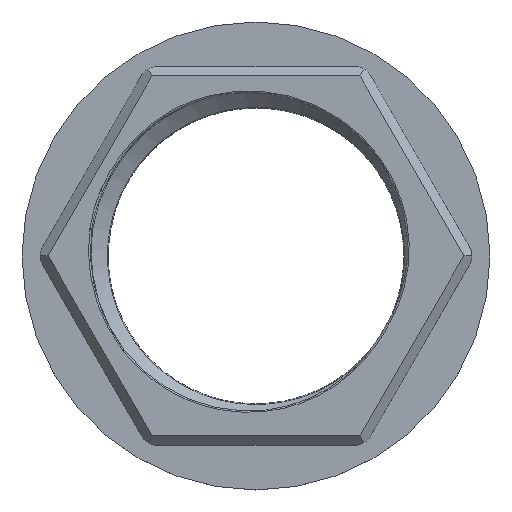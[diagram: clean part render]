
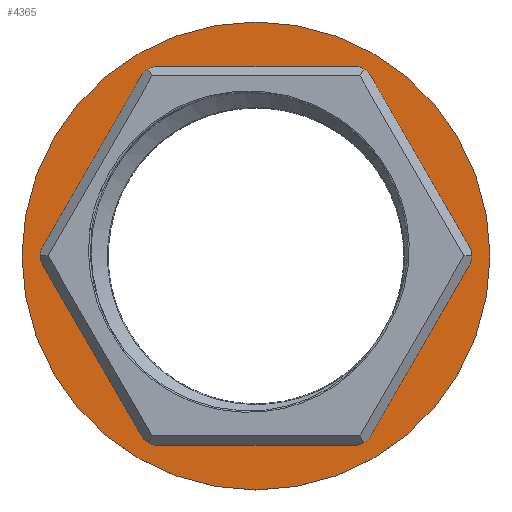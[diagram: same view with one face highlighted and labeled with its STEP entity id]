
A CAD part, top view. The second image highlights one B-rep face of the part: STEP entity #4365.
In plain terms, the highlighted planar face has unit normal (0, 0, 1).
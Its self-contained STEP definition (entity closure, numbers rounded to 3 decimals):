
#33 = VERTEX_POINT ( 'NONE', #308 ) ;
#141 = EDGE_CURVE ( 'NONE', #33, #4000, #3310, .T. ) ;
#166 = ORIENTED_EDGE ( 'NONE', *, *, #2693, .F. ) ;
#308 = CARTESIAN_POINT ( 'NONE',  ( 28.824, 1.27, -8.922 ) ) ;
#350 = ORIENTED_EDGE ( 'NONE', *, *, #4567, .F. ) ;
#360 = ORIENTED_EDGE ( 'NONE', *, *, #2055, .F. ) ;
#366 = VERTEX_POINT ( 'NONE', #2176 ) ;
#379 = DIRECTION ( 'NONE',  ( 1., 0., 0. ) ) ;
#402 = DIRECTION ( 'NONE',  ( 0., 0., 1. ) ) ;
#422 = CIRCLE ( 'NONE', #4478, 2.54 ) ;
#448 = CARTESIAN_POINT ( 'NONE',  ( 13.312, 23.057, -8.922 ) ) ;
#477 = CARTESIAN_POINT ( 'NONE',  ( -13.312, -23.057, -8.922 ) ) ;
#479 = CIRCLE ( 'NONE', #3324, 2.54 ) ;
#527 = DIRECTION ( 'NONE',  ( 0., 0., -1. ) ) ;
#560 = DIRECTION ( 'NONE',  ( 0., 0., 1. ) ) ;
#640 = AXIS2_PLACEMENT_3D ( 'NONE', #2224, #3810, #1392 ) ;
#672 = AXIS2_PLACEMENT_3D ( 'NONE', #448, #4108, #3258 ) ;
#674 = VERTEX_POINT ( 'NONE', #1585 ) ;
#753 = EDGE_CURVE ( 'NONE', #1545, #4398, #5030, .T. ) ;
#886 = DIRECTION ( 'NONE',  ( 1., 0., 0. ) ) ;
#891 = CARTESIAN_POINT ( 'NONE',  ( 28.824, -1.27, -8.922 ) ) ;
#1007 = CARTESIAN_POINT ( 'NONE',  ( 29.557, 0., -8.922 ) ) ;
#1087 = CARTESIAN_POINT ( 'NONE',  ( 14.779, -25.597, -8.922 ) ) ;
#1101 = DIRECTION ( 'NONE',  ( 0., 0., -1. ) ) ;
#1127 = CARTESIAN_POINT ( 'NONE',  ( 31.636, 0., -8.922 ) ) ;
#1161 = VECTOR ( 'NONE', #3831, 1000. ) ;
#1176 = EDGE_CURVE ( 'NONE', #2120, #366, #4063, .T. ) ;
#1182 = ORIENTED_EDGE ( 'NONE', *, *, #1245, .T. ) ;
#1186 = LINE ( 'NONE', #4410, #1439 ) ;
#1245 = EDGE_CURVE ( 'NONE', #3391, #1666, #422, .T. ) ;
#1284 = CIRCLE ( 'NONE', #672, 2.54 ) ;
#1290 = DIRECTION ( 'NONE',  ( 1., 0., 0. ) ) ;
#1294 = AXIS2_PLACEMENT_3D ( 'NONE', #1820, #560, #1802 ) ;
#1392 = DIRECTION ( 'NONE',  ( 1., 0., 0. ) ) ;
#1439 = VECTOR ( 'NONE', #1993, 1000. ) ;
#1494 = VERTEX_POINT ( 'NONE', #3158 ) ;
#1544 = VERTEX_POINT ( 'NONE', #3234 ) ;
#1545 = VERTEX_POINT ( 'NONE', #4915 ) ;
#1585 = CARTESIAN_POINT ( 'NONE',  ( -28.824, -1.27, -8.922 ) ) ;
#1594 = ORIENTED_EDGE ( 'NONE', *, *, #4701, .T. ) ;
#1666 = VERTEX_POINT ( 'NONE', #1742 ) ;
#1719 = DIRECTION ( 'NONE',  ( 1., 0., 0. ) ) ;
#1742 = CARTESIAN_POINT ( 'NONE',  ( -28.824, 1.27, -8.922 ) ) ;
#1764 = AXIS2_PLACEMENT_3D ( 'NONE', #2715, #3965, #379 ) ;
#1802 = DIRECTION ( 'NONE',  ( 1., 0., 0. ) ) ;
#1820 = CARTESIAN_POINT ( 'NONE',  ( 0., 0., -8.922 ) ) ;
#1982 = EDGE_CURVE ( 'NONE', #4385, #3386, #2681, .T. ) ;
#1985 = DIRECTION ( 'NONE',  ( 0., 0., -1. ) ) ;
#1993 = DIRECTION ( 'NONE',  ( -1., 0., 0. ) ) ;
#2039 = AXIS2_PLACEMENT_3D ( 'NONE', #3892, #4300, #5138 ) ;
#2054 = ORIENTED_EDGE ( 'NONE', *, *, #4916, .F. ) ;
#2055 = EDGE_CURVE ( 'NONE', #2618, #3386, #2734, .T. ) ;
#2061 = ORIENTED_EDGE ( 'NONE', *, *, #3061, .T. ) ;
#2109 = VECTOR ( 'NONE', #5192, 1000. ) ;
#2120 = VERTEX_POINT ( 'NONE', #1127 ) ;
#2126 = LINE ( 'NONE', #3871, #4018 ) ;
#2171 = CARTESIAN_POINT ( 'NONE',  ( -13.312, 25.597, -8.922 ) ) ;
#2176 = CARTESIAN_POINT ( 'NONE',  ( -31.636, 0., -8.922 ) ) ;
#2194 = CARTESIAN_POINT ( 'NONE',  ( 15.512, -24.327, -8.922 ) ) ;
#2224 = CARTESIAN_POINT ( 'NONE',  ( 26.624, 0., -8.922 ) ) ;
#2246 = CIRCLE ( 'NONE', #2294, 31.636 ) ;
#2294 = AXIS2_PLACEMENT_3D ( 'NONE', #3737, #402, #1719 ) ;
#2315 = CARTESIAN_POINT ( 'NONE',  ( -14.779, -25.597, -8.922 ) ) ;
#2410 = AXIS2_PLACEMENT_3D ( 'NONE', #4877, #4929, #886 ) ;
#2468 = CARTESIAN_POINT ( 'NONE',  ( 15.512, 24.327, -8.922 ) ) ;
#2618 = VERTEX_POINT ( 'NONE', #3082 ) ;
#2681 = CIRCLE ( 'NONE', #1764, 2.54 ) ;
#2684 = ORIENTED_EDGE ( 'NONE', *, *, #3974, .T. ) ;
#2693 = EDGE_CURVE ( 'NONE', #33, #3115, #3442, .T. ) ;
#2710 = DIRECTION ( 'NONE',  ( 0.5, 0.866, 0. ) ) ;
#2715 = CARTESIAN_POINT ( 'NONE',  ( 13.312, -23.057, -8.922 ) ) ;
#2734 = LINE ( 'NONE', #2315, #2109 ) ;
#2920 = DIRECTION ( 'NONE',  ( -0.5, -0.866, 0. ) ) ;
#2987 = ORIENTED_EDGE ( 'NONE', *, *, #3109, .T. ) ;
#2999 = ORIENTED_EDGE ( 'NONE', *, *, #4963, .F. ) ;
#3061 = EDGE_CURVE ( 'NONE', #674, #3391, #4955, .T. ) ;
#3082 = CARTESIAN_POINT ( 'NONE',  ( -13.312, -25.597, -8.922 ) ) ;
#3092 = CARTESIAN_POINT ( 'NONE',  ( -26.624, 0., -8.922 ) ) ;
#3109 = EDGE_CURVE ( 'NONE', #2618, #1544, #479, .T. ) ;
#3115 = VERTEX_POINT ( 'NONE', #2468 ) ;
#3158 = CARTESIAN_POINT ( 'NONE',  ( 13.312, 25.597, -8.922 ) ) ;
#3204 = DIRECTION ( 'NONE',  ( 1., 0., 0. ) ) ;
#3223 = AXIS2_PLACEMENT_3D ( 'NONE', #4404, #1985, #3204 ) ;
#3234 = CARTESIAN_POINT ( 'NONE',  ( -15.512, -24.327, -8.922 ) ) ;
#3255 = ORIENTED_EDGE ( 'NONE', *, *, #1176, .T. ) ;
#3258 = DIRECTION ( 'NONE',  ( 1., 0., 0. ) ) ;
#3310 = CIRCLE ( 'NONE', #640, 2.54 ) ;
#3324 = AXIS2_PLACEMENT_3D ( 'NONE', #477, #527, #1290 ) ;
#3386 = VERTEX_POINT ( 'NONE', #5070 ) ;
#3391 = VERTEX_POINT ( 'NONE', #4709 ) ;
#3442 = LINE ( 'NONE', #1007, #1161 ) ;
#3452 = ORIENTED_EDGE ( 'NONE', *, *, #141, .T. ) ;
#3511 = VECTOR ( 'NONE', #2920, 1000. ) ;
#3635 = FACE_BOUND ( 'NONE', #3890, .T. ) ;
#3737 = CARTESIAN_POINT ( 'NONE',  ( 0., 0., -8.922 ) ) ;
#3810 = DIRECTION ( 'NONE',  ( 0., 0., -1. ) ) ;
#3831 = DIRECTION ( 'NONE',  ( -0.5, 0.866, 0. ) ) ;
#3871 = CARTESIAN_POINT ( 'NONE',  ( -29.557, 0., -8.922 ) ) ;
#3890 = EDGE_LOOP ( 'NONE', ( #166, #3452, #2054, #4847, #360, #2987, #2999, #2061, #1182, #350, #5094, #4444, #2684 ) ) ;
#3892 = CARTESIAN_POINT ( 'NONE',  ( 0., 0., -8.922 ) ) ;
#3965 = DIRECTION ( 'NONE',  ( 0., 0., -1. ) ) ;
#3974 = EDGE_CURVE ( 'NONE', #1494, #3115, #1284, .T. ) ;
#4000 = VERTEX_POINT ( 'NONE', #891 ) ;
#4018 = VECTOR ( 'NONE', #5139, 1000. ) ;
#4063 = CIRCLE ( 'NONE', #2039, 31.636 ) ;
#4108 = DIRECTION ( 'NONE',  ( 0., 0., -1. ) ) ;
#4139 = CARTESIAN_POINT ( 'NONE',  ( -14.779, 25.597, -8.922 ) ) ;
#4260 = FACE_OUTER_BOUND ( 'NONE', #5218, .T. ) ;
#4300 = DIRECTION ( 'NONE',  ( 0., 0., 1. ) ) ;
#4365 = ADVANCED_FACE ( 'NONE', ( #4260, #3635 ), #4988, .T. ) ;
#4385 = VERTEX_POINT ( 'NONE', #2194 ) ;
#4398 = VERTEX_POINT ( 'NONE', #2171 ) ;
#4404 = CARTESIAN_POINT ( 'NONE',  ( -26.624, 0., -8.922 ) ) ;
#4410 = CARTESIAN_POINT ( 'NONE',  ( 14.779, 25.597, -8.922 ) ) ;
#4444 = ORIENTED_EDGE ( 'NONE', *, *, #4796, .F. ) ;
#4478 = AXIS2_PLACEMENT_3D ( 'NONE', #3092, #1101, #5121 ) ;
#4567 = EDGE_CURVE ( 'NONE', #1545, #1666, #4582, .T. ) ;
#4582 = LINE ( 'NONE', #4139, #3511 ) ;
#4701 = EDGE_CURVE ( 'NONE', #366, #2120, #2246, .T. ) ;
#4709 = CARTESIAN_POINT ( 'NONE',  ( -29.164, 0., -8.922 ) ) ;
#4786 = VECTOR ( 'NONE', #2710, 1000. ) ;
#4796 = EDGE_CURVE ( 'NONE', #1494, #4398, #1186, .T. ) ;
#4847 = ORIENTED_EDGE ( 'NONE', *, *, #1982, .T. ) ;
#4877 = CARTESIAN_POINT ( 'NONE',  ( -13.312, 23.057, -8.922 ) ) ;
#4915 = CARTESIAN_POINT ( 'NONE',  ( -15.512, 24.327, -8.922 ) ) ;
#4916 = EDGE_CURVE ( 'NONE', #4385, #4000, #4917, .T. ) ;
#4917 = LINE ( 'NONE', #1087, #4786 ) ;
#4929 = DIRECTION ( 'NONE',  ( 0., 0., -1. ) ) ;
#4955 = CIRCLE ( 'NONE', #3223, 2.54 ) ;
#4963 = EDGE_CURVE ( 'NONE', #674, #1544, #2126, .T. ) ;
#4988 = PLANE ( 'NONE',  #1294 ) ;
#5030 = CIRCLE ( 'NONE', #2410, 2.54 ) ;
#5070 = CARTESIAN_POINT ( 'NONE',  ( 13.312, -25.597, -8.922 ) ) ;
#5094 = ORIENTED_EDGE ( 'NONE', *, *, #753, .T. ) ;
#5121 = DIRECTION ( 'NONE',  ( 1., 0., 0. ) ) ;
#5138 = DIRECTION ( 'NONE',  ( 1., 0., 0. ) ) ;
#5139 = DIRECTION ( 'NONE',  ( 0.5, -0.866, 0. ) ) ;
#5192 = DIRECTION ( 'NONE',  ( 1., 0., 0. ) ) ;
#5218 = EDGE_LOOP ( 'NONE', ( #1594, #3255 ) ) ;
